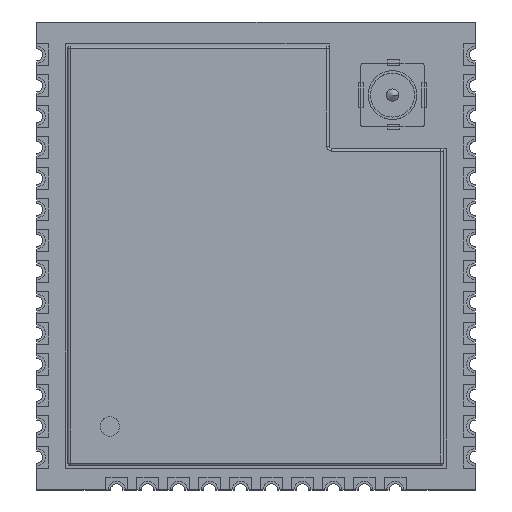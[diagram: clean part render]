
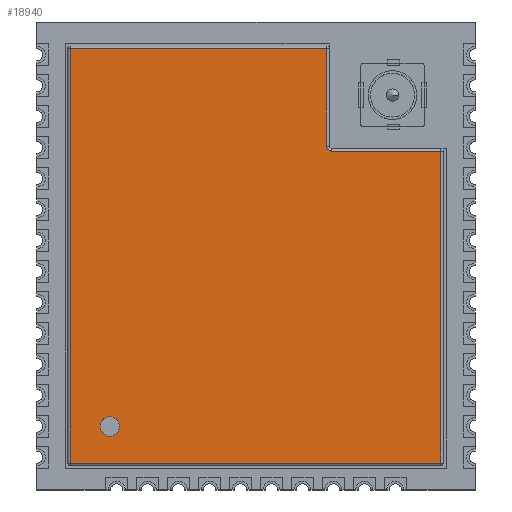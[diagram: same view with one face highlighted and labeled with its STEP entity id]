
A CAD part, top view. The second image highlights one B-rep face of the part: STEP entity #18940.
In plain terms, the highlighted planar face has unit normal (0, 0, 1).
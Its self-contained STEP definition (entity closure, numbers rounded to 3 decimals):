
#13460 = VERTEX_POINT('',#13461);
#13461 = CARTESIAN_POINT('',(2.9,4.5,3.8));
#13468 = EDGE_CURVE('',#13460,#13469,#13471,.T.);
#13469 = VERTEX_POINT('',#13470);
#13470 = CARTESIAN_POINT('',(3.1,4.3,3.8));
#13471 = CIRCLE('',#13472,0.2);
#13472 = AXIS2_PLACEMENT_3D('',#13473,#13474,#13475);
#13473 = CARTESIAN_POINT('',(3.1,4.5,3.8));
#13474 = DIRECTION('',(0.,0.,1.));
#13475 = DIRECTION('',(-1.,0.,0.));
#18847 = VERTEX_POINT('',#18848);
#18848 = CARTESIAN_POINT('',(2.9,8.5,3.8));
#18855 = EDGE_CURVE('',#13460,#18847,#18856,.T.);
#18856 = LINE('',#18857,#18858);
#18857 = CARTESIAN_POINT('',(2.9,4.4,3.8));
#18858 = VECTOR('',#18859,1.);
#18859 = DIRECTION('',(0.,1.,0.));
#18919 = EDGE_CURVE('',#18920,#13469,#18922,.T.);
#18920 = VERTEX_POINT('',#18921);
#18921 = CARTESIAN_POINT('',(7.58,4.3,3.8));
#18922 = LINE('',#18923,#18924);
#18923 = CARTESIAN_POINT('',(7.68,4.3,3.8));
#18924 = VECTOR('',#18925,1.);
#18925 = DIRECTION('',(-1.,0.,0.));
#18940 = ADVANCED_FACE('',(#18941,#18976),#18987,.T.);
#18941 = FACE_BOUND('',#18942,.T.);
#18942 = EDGE_LOOP('',(#18943,#18953,#18961,#18967,#18968,#18969,#18970)
  );
#18943 = ORIENTED_EDGE('',*,*,#18944,.F.);
#18944 = EDGE_CURVE('',#18945,#18947,#18949,.T.);
#18945 = VERTEX_POINT('',#18946);
#18946 = CARTESIAN_POINT('',(-7.62,-8.5,3.8));
#18947 = VERTEX_POINT('',#18948);
#18948 = CARTESIAN_POINT('',(-7.62,8.5,3.8));
#18949 = LINE('',#18950,#18951);
#18950 = CARTESIAN_POINT('',(-7.62,-8.6,3.8));
#18951 = VECTOR('',#18952,1.);
#18952 = DIRECTION('',(0.,1.,0.));
#18953 = ORIENTED_EDGE('',*,*,#18954,.T.);
#18954 = EDGE_CURVE('',#18945,#18955,#18957,.T.);
#18955 = VERTEX_POINT('',#18956);
#18956 = CARTESIAN_POINT('',(7.58,-8.5,3.8));
#18957 = LINE('',#18958,#18959);
#18958 = CARTESIAN_POINT('',(-7.72,-8.5,3.8));
#18959 = VECTOR('',#18960,1.);
#18960 = DIRECTION('',(1.,0.,0.));
#18961 = ORIENTED_EDGE('',*,*,#18962,.T.);
#18962 = EDGE_CURVE('',#18955,#18920,#18963,.T.);
#18963 = LINE('',#18964,#18965);
#18964 = CARTESIAN_POINT('',(7.58,-8.6,3.8));
#18965 = VECTOR('',#18966,1.);
#18966 = DIRECTION('',(0.,1.,0.));
#18967 = ORIENTED_EDGE('',*,*,#18919,.T.);
#18968 = ORIENTED_EDGE('',*,*,#13468,.F.);
#18969 = ORIENTED_EDGE('',*,*,#18855,.T.);
#18970 = ORIENTED_EDGE('',*,*,#18971,.F.);
#18971 = EDGE_CURVE('',#18947,#18847,#18972,.T.);
#18972 = LINE('',#18973,#18974);
#18973 = CARTESIAN_POINT('',(-7.72,8.5,3.8));
#18974 = VECTOR('',#18975,1.);
#18975 = DIRECTION('',(1.,0.,0.));
#18976 = FACE_BOUND('',#18977,.T.);
#18977 = EDGE_LOOP('',(#18978));
#18978 = ORIENTED_EDGE('',*,*,#18979,.F.);
#18979 = EDGE_CURVE('',#18980,#18980,#18982,.T.);
#18980 = VERTEX_POINT('',#18981);
#18981 = CARTESIAN_POINT('',(-5.6,-7.,3.8));
#18982 = CIRCLE('',#18983,0.4);
#18983 = AXIS2_PLACEMENT_3D('',#18984,#18985,#18986);
#18984 = CARTESIAN_POINT('',(-6.,-7.,3.8));
#18985 = DIRECTION('',(0.,0.,1.));
#18986 = DIRECTION('',(1.,0.,0.));
#18987 = PLANE('',#18988);
#18988 = AXIS2_PLACEMENT_3D('',#18989,#18990,#18991);
#18989 = CARTESIAN_POINT('',(-7.72,-8.6,3.8));
#18990 = DIRECTION('',(0.,0.,1.));
#18991 = DIRECTION('',(1.,0.,0.));
